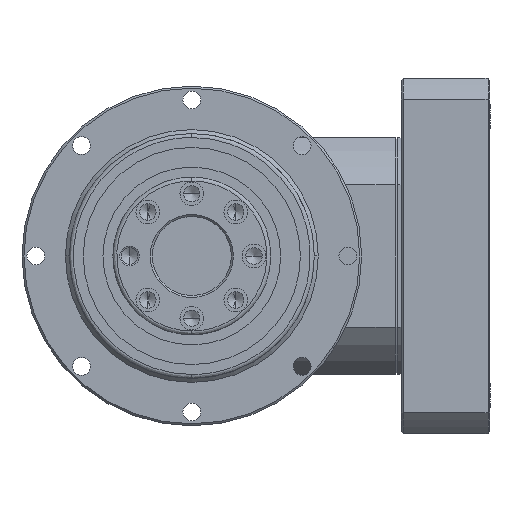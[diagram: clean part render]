
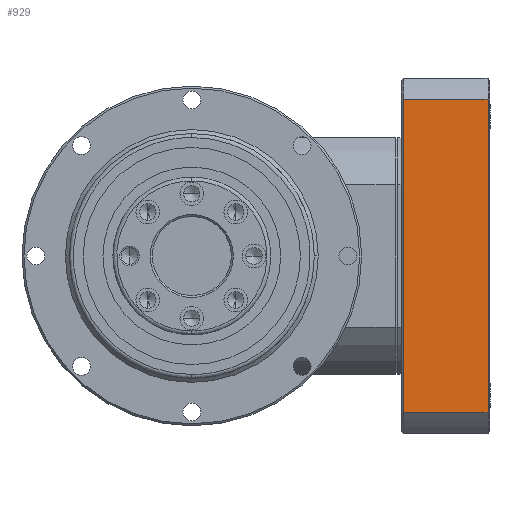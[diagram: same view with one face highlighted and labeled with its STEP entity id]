
A CAD part, left-side view. The second image highlights one B-rep face of the part: STEP entity #929.
In plain terms, the highlighted face is planar.
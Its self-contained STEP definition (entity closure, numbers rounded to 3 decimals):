
#860 = VECTOR ( 'NONE', #14312, 1000. ) ;
#929 = ADVANCED_FACE ( 'NONE', ( #12357 ), #20949, .F. ) ;
#1924 = CARTESIAN_POINT ( 'NONE',  ( 39.686, -45., 25. ) ) ;
#2197 = EDGE_LOOP ( 'NONE', ( #22599, #12282, #9592, #15161 ) ) ;
#2563 = VERTEX_POINT ( 'NONE', #3330 ) ;
#2712 = CARTESIAN_POINT ( 'NONE',  ( -39.686, -45., 25. ) ) ;
#2906 = LINE ( 'NONE', #18395, #3533 ) ;
#3330 = CARTESIAN_POINT ( 'NONE',  ( 39.686, -45., 3.5 ) ) ;
#3533 = VECTOR ( 'NONE', #22353, 1000. ) ;
#3977 = VECTOR ( 'NONE', #13373, 1000. ) ;
#4169 = VERTEX_POINT ( 'NONE', #6001 ) ;
#6001 = CARTESIAN_POINT ( 'NONE',  ( -39.686, -45., 3.5 ) ) ;
#6369 = LINE ( 'NONE', #23984, #860 ) ;
#9099 = LINE ( 'NONE', #24781, #24799 ) ;
#9592 = ORIENTED_EDGE ( 'NONE', *, *, #11978, .F. ) ;
#11055 = DIRECTION ( 'NONE',  ( 0., 0., 1. ) ) ;
#11978 = EDGE_CURVE ( 'NONE', #4169, #24410, #9099, .T. ) ;
#12282 = ORIENTED_EDGE ( 'NONE', *, *, #19561, .F. ) ;
#12357 = FACE_OUTER_BOUND ( 'NONE', #2197, .T. ) ;
#13373 = DIRECTION ( 'NONE',  ( -1., 0., 0. ) ) ;
#13424 = AXIS2_PLACEMENT_3D ( 'NONE', #20066, #20036, #20007 ) ;
#13711 = EDGE_CURVE ( 'NONE', #21270, #2563, #6369, .T. ) ;
#14058 = EDGE_CURVE ( 'NONE', #2563, #4169, #14786, .T. ) ;
#14312 = DIRECTION ( 'NONE',  ( 0., 0., -1. ) ) ;
#14786 = LINE ( 'NONE', #25042, #3977 ) ;
#15161 = ORIENTED_EDGE ( 'NONE', *, *, #14058, .F. ) ;
#18395 = CARTESIAN_POINT ( 'NONE',  ( 39.686, -45., 25. ) ) ;
#19561 = EDGE_CURVE ( 'NONE', #24410, #21270, #2906, .T. ) ;
#20007 = DIRECTION ( 'NONE',  ( -1., 0., 0. ) ) ;
#20036 = DIRECTION ( 'NONE',  ( 0., 1., 0. ) ) ;
#20066 = CARTESIAN_POINT ( 'NONE',  ( 39.686, -45., 3. ) ) ;
#20949 = PLANE ( 'NONE',  #13424 ) ;
#21270 = VERTEX_POINT ( 'NONE', #1924 ) ;
#22353 = DIRECTION ( 'NONE',  ( 1., 0., 0. ) ) ;
#22599 = ORIENTED_EDGE ( 'NONE', *, *, #13711, .F. ) ;
#23984 = CARTESIAN_POINT ( 'NONE',  ( 39.686, -45., 3. ) ) ;
#24410 = VERTEX_POINT ( 'NONE', #2712 ) ;
#24781 = CARTESIAN_POINT ( 'NONE',  ( -39.686, -45., 3. ) ) ;
#24799 = VECTOR ( 'NONE', #11055, 1000. ) ;
#25042 = CARTESIAN_POINT ( 'NONE',  ( 32.714, -45., 3.5 ) ) ;
